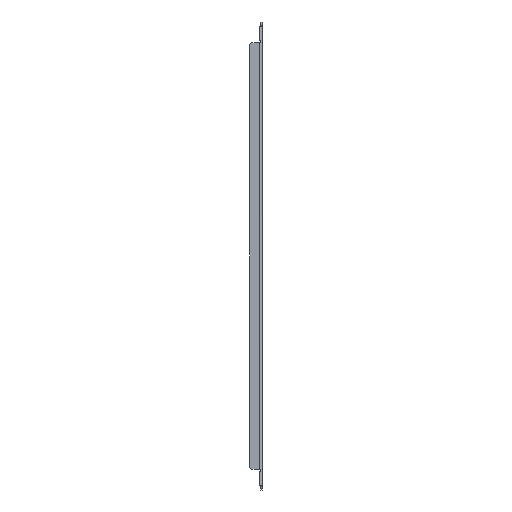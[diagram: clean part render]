
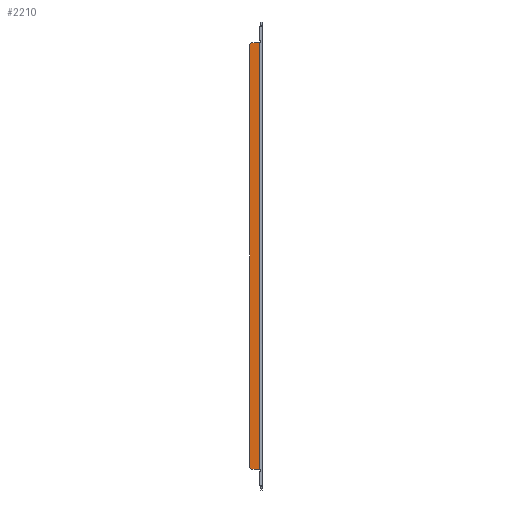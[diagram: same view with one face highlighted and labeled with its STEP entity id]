
A CAD part, left-side view. The second image highlights one B-rep face of the part: STEP entity #2210.
In plain terms, the highlighted planar face has unit normal (-1, 0, 0).
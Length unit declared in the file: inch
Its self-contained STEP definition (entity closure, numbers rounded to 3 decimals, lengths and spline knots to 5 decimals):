
#76 = VERTEX_POINT ( 'NONE', #3027 ) ;
#172 = LINE ( 'NONE', #1144, #2084 ) ;
#259 = VERTEX_POINT ( 'NONE', #2252 ) ;
#284 = CARTESIAN_POINT ( 'NONE',  ( -9.085, 0.75, -12.725 ) ) ;
#330 = VECTOR ( 'NONE', #3048, 39.37008 ) ;
#361 = ORIENTED_EDGE ( 'NONE', *, *, #3038, .T. ) ;
#362 = DIRECTION ( 'NONE',  ( 1., 0., 0. ) ) ;
#380 = VECTOR ( 'NONE', #4418, 39.37008 ) ;
#517 = AXIS2_PLACEMENT_3D ( 'NONE', #3837, #2761, #1665 ) ;
#669 = ORIENTED_EDGE ( 'NONE', *, *, #3123, .F. ) ;
#705 = DIRECTION ( 'NONE',  ( 0., 0., -1. ) ) ;
#780 = VERTEX_POINT ( 'NONE', #2129 ) ;
#943 = EDGE_CURVE ( 'NONE', #259, #2172, #1504, .T. ) ;
#1144 = CARTESIAN_POINT ( 'NONE',  ( -9.085, 0.75, -12.85 ) ) ;
#1311 = VECTOR ( 'NONE', #4483, 39.37008 ) ;
#1414 = EDGE_CURVE ( 'NONE', #2742, #3511, #2698, .T. ) ;
#1416 = VERTEX_POINT ( 'NONE', #4674 ) ;
#1431 = ORIENTED_EDGE ( 'NONE', *, *, #1414, .F. ) ;
#1504 = LINE ( 'NONE', #2700, #330 ) ;
#1612 = ORIENTED_EDGE ( 'NONE', *, *, #2497, .F. ) ;
#1665 = DIRECTION ( 'NONE',  ( 0., 1., 0. ) ) ;
#1824 = DIRECTION ( 'NONE',  ( 0., 1., 0. ) ) ;
#1861 = CARTESIAN_POINT ( 'NONE',  ( -9.085, 0.75, -14.085 ) ) ;
#2027 = LINE ( 'NONE', #1861, #2787 ) ;
#2037 = ORIENTED_EDGE ( 'NONE', *, *, #3913, .F. ) ;
#2050 = ORIENTED_EDGE ( 'NONE', *, *, #4162, .T. ) ;
#2055 = VERTEX_POINT ( 'NONE', #2874 ) ;
#2084 = VECTOR ( 'NONE', #1824, 39.37008 ) ;
#2128 = CARTESIAN_POINT ( 'NONE',  ( -9.085, 0.625, 12.85 ) ) ;
#2129 = CARTESIAN_POINT ( 'NONE',  ( -9.085, 0.143, -12.85662 ) ) ;
#2155 = DIRECTION ( 'NONE',  ( 0., 0.707, 0.707 ) ) ;
#2162 = DIRECTION ( 'NONE',  ( -1., 0., 0. ) ) ;
#2172 = VERTEX_POINT ( 'NONE', #2128 ) ;
#2210 = ADVANCED_FACE ( 'NONE', ( #4513 ), #3269, .T. ) ;
#2211 = AXIS2_PLACEMENT_3D ( 'NONE', #3973, #2162, #4728 ) ;
#2252 = CARTESIAN_POINT ( 'NONE',  ( -9.085, 0.75, 12.725 ) ) ;
#2497 = EDGE_CURVE ( 'NONE', #2172, #2055, #4448, .T. ) ;
#2502 = CIRCLE ( 'NONE', #517, 0.0625 ) ;
#2698 = LINE ( 'NONE', #3635, #3666 ) ;
#2700 = CARTESIAN_POINT ( 'NONE',  ( -9.085, 0.625, 12.85 ) ) ;
#2742 = VERTEX_POINT ( 'NONE', #3311 ) ;
#2761 = DIRECTION ( 'NONE',  ( 1., 0., 0. ) ) ;
#2787 = VECTOR ( 'NONE', #705, 39.37008 ) ;
#2874 = CARTESIAN_POINT ( 'NONE',  ( -9.085, 0.171, 12.85 ) ) ;
#2936 = DIRECTION ( 'NONE',  ( 0., 1., 0. ) ) ;
#2973 = CARTESIAN_POINT ( 'NONE',  ( -9.085, 0.171, -12.9125 ) ) ;
#2986 = CARTESIAN_POINT ( 'NONE',  ( -9.085, 0.143, 13.888 ) ) ;
#3027 = CARTESIAN_POINT ( 'NONE',  ( -9.085, 0.143, 12.85662 ) ) ;
#3038 = EDGE_CURVE ( 'NONE', #259, #3511, #2027, .T. ) ;
#3048 = DIRECTION ( 'NONE',  ( 0., -0.707, 0.707 ) ) ;
#3088 = CARTESIAN_POINT ( 'NONE',  ( -9.085, 0.171, 12.85 ) ) ;
#3123 = EDGE_CURVE ( 'NONE', #1416, #2742, #172, .T. ) ;
#3269 = PLANE ( 'NONE',  #2211 ) ;
#3311 = CARTESIAN_POINT ( 'NONE',  ( -9.085, 0.625, -12.85 ) ) ;
#3511 = VERTEX_POINT ( 'NONE', #284 ) ;
#3635 = CARTESIAN_POINT ( 'NONE',  ( -9.085, 0.75, -12.725 ) ) ;
#3666 = VECTOR ( 'NONE', #2155, 39.37008 ) ;
#3837 = CARTESIAN_POINT ( 'NONE',  ( -9.085, 0.171, 12.9125 ) ) ;
#3913 = EDGE_CURVE ( 'NONE', #76, #780, #4242, .T. ) ;
#3973 = CARTESIAN_POINT ( 'NONE',  ( -9.085, 0.75, -14.085 ) ) ;
#3977 = EDGE_LOOP ( 'NONE', ( #669, #4679, #2037, #2050, #1612, #4099, #361, #1431 ) ) ;
#4099 = ORIENTED_EDGE ( 'NONE', *, *, #943, .F. ) ;
#4162 = EDGE_CURVE ( 'NONE', #76, #2055, #2502, .T. ) ;
#4242 = LINE ( 'NONE', #2986, #380 ) ;
#4418 = DIRECTION ( 'NONE',  ( 0., 0., -1. ) ) ;
#4448 = LINE ( 'NONE', #3088, #1311 ) ;
#4483 = DIRECTION ( 'NONE',  ( 0., -1., 0. ) ) ;
#4513 = FACE_OUTER_BOUND ( 'NONE', #3977, .T. ) ;
#4581 = CIRCLE ( 'NONE', #4737, 0.0625 ) ;
#4674 = CARTESIAN_POINT ( 'NONE',  ( -9.085, 0.171, -12.85 ) ) ;
#4679 = ORIENTED_EDGE ( 'NONE', *, *, #4750, .T. ) ;
#4728 = DIRECTION ( 'NONE',  ( 0., -1., 0. ) ) ;
#4737 = AXIS2_PLACEMENT_3D ( 'NONE', #2973, #362, #2936 ) ;
#4750 = EDGE_CURVE ( 'NONE', #1416, #780, #4581, .T. ) ;
